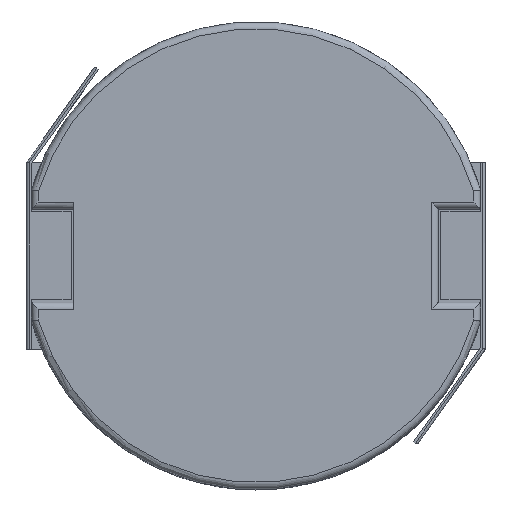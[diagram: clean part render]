
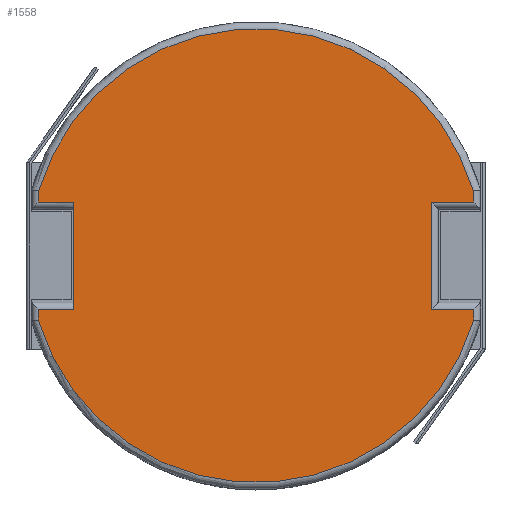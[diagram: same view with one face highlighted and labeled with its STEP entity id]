
A CAD part, top view. The second image highlights one B-rep face of the part: STEP entity #1558.
In plain terms, the highlighted planar face has unit normal (0, 0, 1).
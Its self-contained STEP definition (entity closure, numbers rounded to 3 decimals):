
#46=CIRCLE('',#1631,4.85);
#49=CIRCLE('',#1644,4.85);
#114=PLANE('',#1694);
#193=FACE_OUTER_BOUND('',#278,.T.);
#278=EDGE_LOOP('',(#1409,#1410,#1411,#1412,#1413,#1414,#1415,#1416,#1417,
#1418,#1419,#1420));
#388=LINE('',#2371,#552);
#389=LINE('',#2375,#553);
#392=LINE('',#2410,#556);
#393=LINE('',#2414,#557);
#395=LINE('',#2420,#559);
#397=LINE('',#2426,#561);
#399=LINE('',#2432,#563);
#401=LINE('',#2466,#565);
#402=LINE('',#2470,#566);
#458=LINE('',#2638,#622);
#552=VECTOR('',#1899,10.);
#553=VECTOR('',#1904,10.);
#556=VECTOR('',#1915,10.);
#557=VECTOR('',#1920,10.);
#559=VECTOR('',#1926,10.);
#561=VECTOR('',#1932,10.);
#563=VECTOR('',#1938,10.);
#565=VECTOR('',#1948,10.);
#566=VECTOR('',#1953,10.);
#622=VECTOR('',#2095,10.);
#708=VERTEX_POINT('',#2368);
#709=VERTEX_POINT('',#2370);
#710=VERTEX_POINT('',#2374);
#712=VERTEX_POINT('',#2391);
#714=VERTEX_POINT('',#2409);
#715=VERTEX_POINT('',#2413);
#717=VERTEX_POINT('',#2419);
#719=VERTEX_POINT('',#2425);
#721=VERTEX_POINT('',#2431);
#723=VERTEX_POINT('',#2448);
#725=VERTEX_POINT('',#2465);
#726=VERTEX_POINT('',#2469);
#880=EDGE_CURVE('',#708,#709,#388,.T.);
#882=EDGE_CURVE('',#709,#710,#389,.T.);
#885=EDGE_CURVE('',#710,#712,#46,.T.);
#889=EDGE_CURVE('',#712,#714,#392,.T.);
#891=EDGE_CURVE('',#714,#715,#393,.T.);
#894=EDGE_CURVE('',#715,#717,#395,.T.);
#897=EDGE_CURVE('',#717,#719,#397,.T.);
#900=EDGE_CURVE('',#719,#721,#399,.T.);
#903=EDGE_CURVE('',#721,#723,#49,.T.);
#906=EDGE_CURVE('',#723,#725,#401,.T.);
#908=EDGE_CURVE('',#725,#726,#402,.T.);
#981=EDGE_CURVE('',#708,#726,#458,.T.);
#1409=ORIENTED_EDGE('',*,*,#981,.T.);
#1410=ORIENTED_EDGE('',*,*,#908,.F.);
#1411=ORIENTED_EDGE('',*,*,#906,.F.);
#1412=ORIENTED_EDGE('',*,*,#903,.F.);
#1413=ORIENTED_EDGE('',*,*,#900,.F.);
#1414=ORIENTED_EDGE('',*,*,#897,.F.);
#1415=ORIENTED_EDGE('',*,*,#894,.F.);
#1416=ORIENTED_EDGE('',*,*,#891,.F.);
#1417=ORIENTED_EDGE('',*,*,#889,.F.);
#1418=ORIENTED_EDGE('',*,*,#885,.F.);
#1419=ORIENTED_EDGE('',*,*,#882,.F.);
#1420=ORIENTED_EDGE('',*,*,#880,.F.);
#1558=ADVANCED_FACE('',(#193),#114,.T.);
#1631=AXIS2_PLACEMENT_3D('',#2392,#1908,#1909);
#1644=AXIS2_PLACEMENT_3D('',#2449,#1943,#1944);
#1694=AXIS2_PLACEMENT_3D('',#2643,#2103,#2104);
#1899=DIRECTION('',(-1.,0.,0.));
#1904=DIRECTION('',(0.,1.,0.));
#1908=DIRECTION('center_axis',(0.,0.,-1.));
#1909=DIRECTION('ref_axis',(0.,1.,0.));
#1915=DIRECTION('',(0.,-1.,0.));
#1920=DIRECTION('',(-1.,0.,0.));
#1926=DIRECTION('',(0.,-1.,0.));
#1932=DIRECTION('',(1.,0.,0.));
#1938=DIRECTION('',(0.,-1.,0.));
#1943=DIRECTION('center_axis',(0.,0.,-1.));
#1944=DIRECTION('ref_axis',(0.,-1.,0.));
#1948=DIRECTION('',(0.,1.,0.));
#1953=DIRECTION('',(1.,0.,0.));
#2095=DIRECTION('',(0.,-1.,0.));
#2103=DIRECTION('center_axis',(0.,0.,1.));
#2104=DIRECTION('ref_axis',(1.,0.,0.));
#2368=CARTESIAN_POINT('',(-3.9,1.145,5.));
#2370=CARTESIAN_POINT('',(-4.65,1.145,5.));
#2371=CARTESIAN_POINT('',(-2.4,1.145,5.));
#2374=CARTESIAN_POINT('',(-4.65,1.378,5.));
#2375=CARTESIAN_POINT('',(-4.65,0.7,5.));
#2391=CARTESIAN_POINT('',(4.65,1.378,5.));
#2392=CARTESIAN_POINT('Origin',(0.,0.,5.));
#2409=CARTESIAN_POINT('',(4.65,1.145,5.));
#2410=CARTESIAN_POINT('',(4.65,0.497,5.));
#2413=CARTESIAN_POINT('',(3.75,1.145,5.));
#2414=CARTESIAN_POINT('',(1.95,1.145,5.));
#2419=CARTESIAN_POINT('',(3.75,-1.145,5.));
#2420=CARTESIAN_POINT('',(3.75,-0.497,5.));
#2425=CARTESIAN_POINT('',(4.65,-1.145,5.));
#2426=CARTESIAN_POINT('',(2.4,-1.145,5.));
#2431=CARTESIAN_POINT('',(4.65,-1.378,5.));
#2432=CARTESIAN_POINT('',(4.65,-0.7,5.));
#2448=CARTESIAN_POINT('',(-4.65,-1.378,5.));
#2449=CARTESIAN_POINT('Origin',(0.,0.,5.));
#2465=CARTESIAN_POINT('',(-4.65,-1.145,5.));
#2466=CARTESIAN_POINT('',(-4.65,-0.497,5.));
#2469=CARTESIAN_POINT('',(-3.9,-1.145,5.));
#2470=CARTESIAN_POINT('',(-1.95,-1.145,5.));
#2638=CARTESIAN_POINT('',(-3.9,-0.995,5.));
#2643=CARTESIAN_POINT('Origin',(0.,0.,5.));
